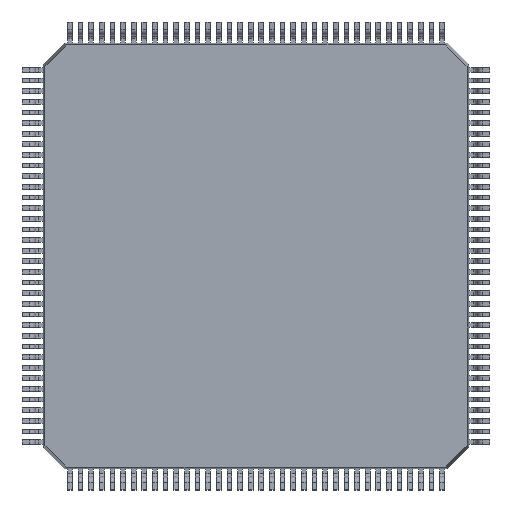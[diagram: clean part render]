
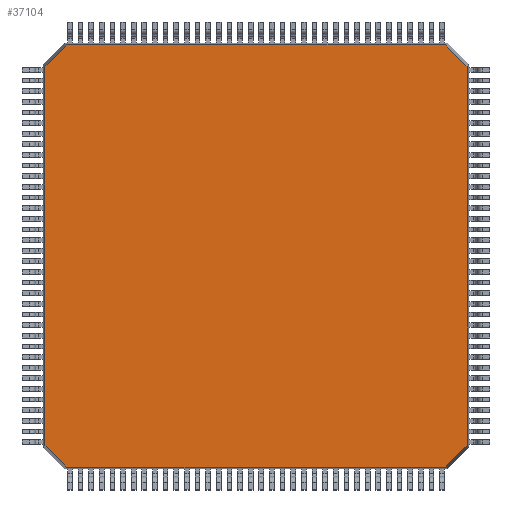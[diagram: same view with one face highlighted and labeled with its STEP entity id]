
A CAD part, front view. The second image highlights one B-rep face of the part: STEP entity #37104.
In plain terms, the highlighted planar face has unit normal (0, -1, 0).
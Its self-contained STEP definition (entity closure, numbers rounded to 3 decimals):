
#1913=FACE_OUTER_BOUND('',#3955,.T.);
#3955=EDGE_LOOP('',(#23082,#23083,#23084,#23085,#23086,#23087,#23088,#23089));
#6046=LINE('',#53140,#10150);
#6050=LINE('',#53147,#10154);
#6053=LINE('',#53153,#10157);
#6056=LINE('',#53159,#10160);
#6058=LINE('',#53162,#10162);
#6059=LINE('',#53163,#10163);
#6060=LINE('',#53164,#10164);
#6061=LINE('',#53165,#10165);
#10150=VECTOR('',#42613,1000.);
#10154=VECTOR('',#42619,1000.);
#10157=VECTOR('',#42624,1000.);
#10160=VECTOR('',#42629,1000.);
#10162=VECTOR('',#42633,1000.);
#10163=VECTOR('',#42634,1000.);
#10164=VECTOR('',#42635,1000.);
#10165=VECTOR('',#42636,1000.);
#14242=VERTEX_POINT('',#53138);
#14243=VERTEX_POINT('',#53139);
#14244=VERTEX_POINT('',#53144);
#14245=VERTEX_POINT('',#53146);
#14246=VERTEX_POINT('',#53150);
#14247=VERTEX_POINT('',#53152);
#14248=VERTEX_POINT('',#53156);
#14249=VERTEX_POINT('',#53158);
#17766=EDGE_CURVE('',#14242,#14243,#6046,.T.);
#17770=EDGE_CURVE('',#14245,#14244,#6050,.T.);
#17773=EDGE_CURVE('',#14247,#14246,#6053,.T.);
#17776=EDGE_CURVE('',#14249,#14248,#6056,.T.);
#17778=EDGE_CURVE('',#14248,#14242,#6058,.T.);
#17779=EDGE_CURVE('',#14243,#14245,#6059,.T.);
#17780=EDGE_CURVE('',#14244,#14247,#6060,.T.);
#17781=EDGE_CURVE('',#14246,#14249,#6061,.T.);
#23082=ORIENTED_EDGE('',*,*,#17776,.T.);
#23083=ORIENTED_EDGE('',*,*,#17778,.T.);
#23084=ORIENTED_EDGE('',*,*,#17766,.T.);
#23085=ORIENTED_EDGE('',*,*,#17779,.T.);
#23086=ORIENTED_EDGE('',*,*,#17770,.T.);
#23087=ORIENTED_EDGE('',*,*,#17780,.T.);
#23088=ORIENTED_EDGE('',*,*,#17773,.T.);
#23089=ORIENTED_EDGE('',*,*,#17781,.T.);
#33473=PLANE('',#39312);
#37104=ADVANCED_FACE('',(#1913),#33473,.F.);
#39312=AXIS2_PLACEMENT_3D('',#53161,#42631,#42632);
#42613=DIRECTION('',(1.,0.,0.));
#42619=DIRECTION('',(0.,0.,1.));
#42624=DIRECTION('',(-1.,0.,0.));
#42629=DIRECTION('',(0.,0.,-1.));
#42631=DIRECTION('center_axis',(0.,1.,0.));
#42632=DIRECTION('ref_axis',(0.,0.,-1.));
#42633=DIRECTION('',(0.712,0.,-0.702));
#42634=DIRECTION('',(0.702,0.,0.712));
#42635=DIRECTION('',(-0.712,0.,0.702));
#42636=DIRECTION('',(-0.702,0.,-0.712));
#53138=CARTESIAN_POINT('',(-8.897,-0.725,-9.92));
#53139=CARTESIAN_POINT('',(8.912,-0.725,-9.92));
#53140=CARTESIAN_POINT('',(0.,-0.725,-9.92));
#53144=CARTESIAN_POINT('',(9.92,-0.725,8.912));
#53146=CARTESIAN_POINT('',(9.92,-0.725,-8.897));
#53147=CARTESIAN_POINT('',(9.92,-0.725,0.));
#53150=CARTESIAN_POINT('',(-8.912,-0.725,9.92));
#53152=CARTESIAN_POINT('',(8.897,-0.725,9.92));
#53153=CARTESIAN_POINT('',(0.,-0.725,9.92));
#53156=CARTESIAN_POINT('',(-9.92,-0.725,-8.912));
#53158=CARTESIAN_POINT('',(-9.92,-0.725,8.897));
#53159=CARTESIAN_POINT('',(-9.92,-0.725,0.));
#53161=CARTESIAN_POINT('Origin',(0.,-0.725,0.));
#53162=CARTESIAN_POINT('',(-8.898,-0.725,-9.919));
#53163=CARTESIAN_POINT('',(9.919,-0.725,-8.898));
#53164=CARTESIAN_POINT('',(8.898,-0.725,9.919));
#53165=CARTESIAN_POINT('',(-9.919,-0.725,8.898));
